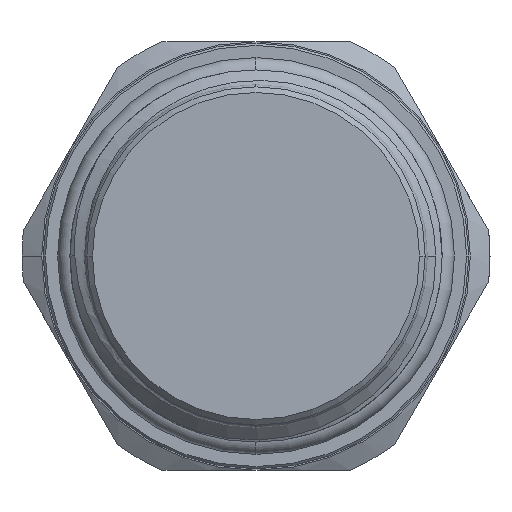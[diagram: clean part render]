
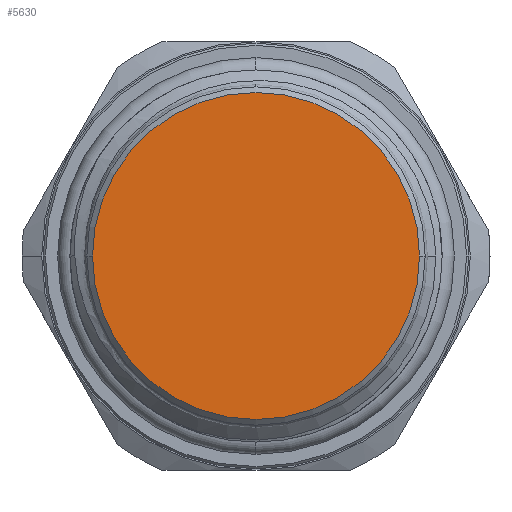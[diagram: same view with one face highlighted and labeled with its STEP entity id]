
A CAD part, left-side view. The second image highlights one B-rep face of the part: STEP entity #5630.
In plain terms, the highlighted planar face has unit normal (-1, 0, 0).
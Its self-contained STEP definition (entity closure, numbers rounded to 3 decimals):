
#1739 = VERTEX_POINT ( 'NONE', #4370 ) ;
#1775 = VERTEX_POINT ( 'NONE', #4380 ) ;
#2148 = CARTESIAN_POINT ( 'NONE',  ( -30.774, -2.703, 0. ) ) ;
#2165 = DIRECTION ( 'NONE',  ( 0., 1., 0. ) ) ;
#2198 = DIRECTION ( 'NONE',  ( 1., 0., 0. ) ) ;
#2217 = PLANE ( 'NONE',  #2855 ) ;
#2563 = EDGE_CURVE ( 'NONE', #1739, #1775, #6790, .T. ) ;
#2855 = AXIS2_PLACEMENT_3D ( 'NONE', #2148, #2198, #2165 ) ;
#2912 = AXIS2_PLACEMENT_3D ( 'NONE', #8502, #8501, #8500 ) ;
#4370 = CARTESIAN_POINT ( 'NONE',  ( -30.774, 11.797, 0. ) ) ;
#4380 = CARTESIAN_POINT ( 'NONE',  ( -30.774, -17.203, 0. ) ) ;
#4744 = CARTESIAN_POINT ( 'NONE',  ( -30.774, -2.703, 0. ) ) ;
#4749 = DIRECTION ( 'NONE',  ( 0., 1., 0. ) ) ;
#4750 = DIRECTION ( 'NONE',  ( -1., 0., 0. ) ) ;
#5630 = ADVANCED_FACE ( 'NONE', ( #5904 ), #2217, .F. ) ;
#5904 = FACE_OUTER_BOUND ( 'NONE', #7008, .T. ) ;
#5967 = CIRCLE ( 'NONE', #2912, 14.5 ) ;
#6383 = EDGE_CURVE ( 'NONE', #1775, #1739, #5967, .T. ) ;
#6790 = CIRCLE ( 'NONE', #9769, 14.5 ) ;
#7008 = EDGE_LOOP ( 'NONE', ( #7537, #7501 ) ) ;
#7501 = ORIENTED_EDGE ( 'NONE', *, *, #6383, .T. ) ;
#7537 = ORIENTED_EDGE ( 'NONE', *, *, #2563, .T. ) ;
#8500 = DIRECTION ( 'NONE',  ( 0., 1., 0. ) ) ;
#8501 = DIRECTION ( 'NONE',  ( -1., 0., 0. ) ) ;
#8502 = CARTESIAN_POINT ( 'NONE',  ( -30.774, -2.703, 0. ) ) ;
#9769 = AXIS2_PLACEMENT_3D ( 'NONE', #4744, #4750, #4749 ) ;
